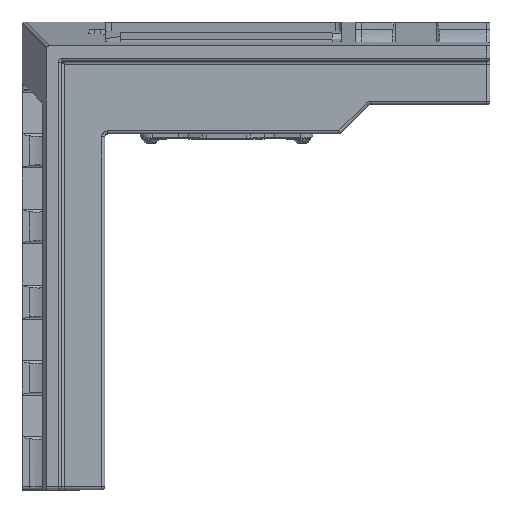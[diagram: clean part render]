
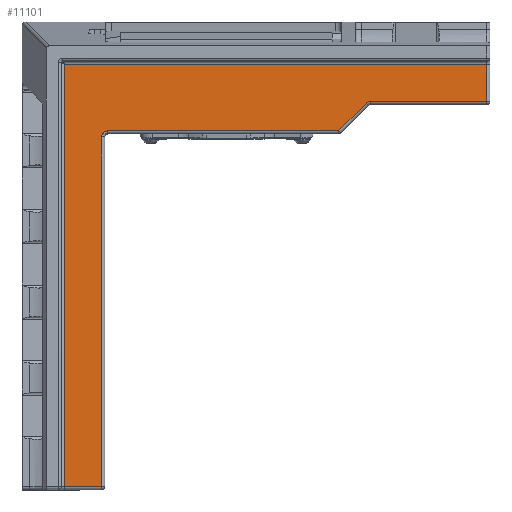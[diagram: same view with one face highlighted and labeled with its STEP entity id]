
A CAD part, top view. The second image highlights one B-rep face of the part: STEP entity #11101.
In plain terms, the highlighted planar face has unit normal (0, 0, 1).
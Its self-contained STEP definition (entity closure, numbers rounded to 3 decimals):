
#265=ELLIPSE('',#12257,2.018,2.);
#266=ELLIPSE('',#12262,2.035,2.);
#649=PLANE('',#12310);
#1498=FACE_OUTER_BOUND('',#2150,.T.);
#2150=EDGE_LOOP('',(#10386,#10387,#10388,#10389,#10390,#10391,#10392,#10393,
#10394,#10395));
#2276=LINE('',#16092,#3222);
#3066=LINE('',#20042,#4012);
#3068=LINE('',#20048,#4014);
#3069=LINE('',#20051,#4015);
#3070=LINE('',#20081,#4016);
#3071=LINE('',#20084,#4017);
#3072=LINE('',#20120,#4018);
#3073=LINE('',#20122,#4019);
#3222=VECTOR('',#12822,139.5);
#4012=VECTOR('',#15456,139.5);
#4014=VECTOR('',#15464,12.324);
#4015=VECTOR('',#15467,38.426);
#4016=VECTOR('',#15476,12.89);
#4017=VECTOR('',#15479,76.279);
#4018=VECTOR('',#15488,115.448);
#4019=VECTOR('',#15491,12.324);
#4627=VERTEX_POINT('',#16090);
#4628=VERTEX_POINT('',#16091);
#5475=VERTEX_POINT('',#19766);
#5479=VERTEX_POINT('',#19782);
#5481=VERTEX_POINT('',#19792);
#5484=VERTEX_POINT('',#19804);
#5529=VERTEX_POINT('',#20050);
#5530=VERTEX_POINT('',#20077);
#5531=VERTEX_POINT('',#20083);
#5532=VERTEX_POINT('',#20116);
#5757=EDGE_CURVE('',#4627,#4628,#2276,.T.);
#7119=EDGE_CURVE('',#5484,#4627,#3066,.T.);
#7123=EDGE_CURVE('',#4628,#5475,#3068,.T.);
#7124=EDGE_CURVE('',#5475,#5529,#3069,.T.);
#7126=EDGE_CURVE('',#5529,#5530,#265,.T.);
#7128=EDGE_CURVE('',#5530,#5479,#3070,.T.);
#7129=EDGE_CURVE('',#5479,#5531,#3071,.T.);
#7131=EDGE_CURVE('',#5531,#5532,#266,.T.);
#7133=EDGE_CURVE('',#5532,#5481,#3072,.T.);
#7134=EDGE_CURVE('',#5481,#5484,#3073,.T.);
#10386=ORIENTED_EDGE('',*,*,#5757,.F.);
#10387=ORIENTED_EDGE('',*,*,#7119,.F.);
#10388=ORIENTED_EDGE('',*,*,#7134,.F.);
#10389=ORIENTED_EDGE('',*,*,#7133,.F.);
#10390=ORIENTED_EDGE('',*,*,#7131,.F.);
#10391=ORIENTED_EDGE('',*,*,#7129,.F.);
#10392=ORIENTED_EDGE('',*,*,#7128,.F.);
#10393=ORIENTED_EDGE('',*,*,#7126,.F.);
#10394=ORIENTED_EDGE('',*,*,#7124,.F.);
#10395=ORIENTED_EDGE('',*,*,#7123,.F.);
#11101=ADVANCED_FACE('',(#1498),#649,.T.);
#12257=AXIS2_PLACEMENT_3D('',#20078,#15470,#15471);
#12262=AXIS2_PLACEMENT_3D('',#20117,#15482,#15483);
#12310=AXIS2_PLACEMENT_3D('',#20237,#15607,#15608);
#12822=DIRECTION('',(1.,0.,0.));
#15456=DIRECTION('',(0.,1.,0.));
#15464=DIRECTION('',(0.,-1.,0.));
#15467=DIRECTION('',(-1.,0.,0.));
#15470=DIRECTION('center_axis',(0.,0.,
1.));
#15471=DIRECTION('ref_axis',(0.,1.,0.));
#15476=DIRECTION('',(-0.704,-0.71,0.));
#15479=DIRECTION('',(-1.,0.,0.));
#15482=DIRECTION('center_axis',(0.,0.,
1.));
#15483=DIRECTION('ref_axis',(-0.707,0.707,0.));
#15488=DIRECTION('',(0.,-1.,0.));
#15491=DIRECTION('',(-1.,0.,0.));
#15607=DIRECTION('center_axis',(0.,0.,
1.));
#15608=DIRECTION('ref_axis',(1.,0.,0.));
#16090=CARTESIAN_POINT('',(-114.022,359.,432.904));
#16091=CARTESIAN_POINT('',(25.478,359.,432.904));
#16092=CARTESIAN_POINT('',(126.978,359.,432.904));
#19766=CARTESIAN_POINT('',(25.478,346.676,432.904));
#19782=CARTESIAN_POINT('',(-23.436,336.93,432.904));
#19792=CARTESIAN_POINT('',(-101.698,219.5,432.904));
#19804=CARTESIAN_POINT('',(-114.022,219.5,432.904));
#20042=CARTESIAN_POINT('',(-114.022,118.,432.904));
#20048=CARTESIAN_POINT('',(25.478,232.338,432.904));
#20050=CARTESIAN_POINT('',(-12.948,346.676,432.904));
#20051=CARTESIAN_POINT('',(64.478,346.676,432.904));
#20077=CARTESIAN_POINT('',(-14.362,346.085,432.904));
#20078=CARTESIAN_POINT('Origin',(-12.948,344.658,432.904));
#20081=CARTESIAN_POINT('',(-37.233,323.011,432.904));
#20083=CARTESIAN_POINT('',(-99.715,336.93,432.904));
#20084=CARTESIAN_POINT('',(244.478,336.93,432.904));
#20116=CARTESIAN_POINT('',(-101.698,334.948,432.904));
#20117=CARTESIAN_POINT('Origin',(-99.68,334.912,432.904));
#20120=CARTESIAN_POINT('',(-101.698,0.5,432.904));
#20122=CARTESIAN_POINT('',(-5.522,219.5,432.904));
#20237=CARTESIAN_POINT('Origin',(126.978,118.,432.904));
